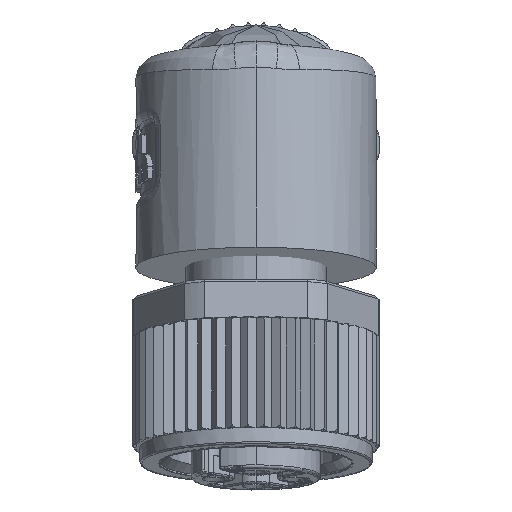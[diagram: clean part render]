
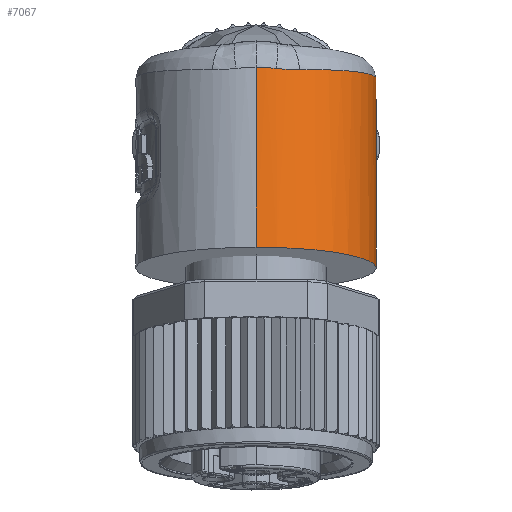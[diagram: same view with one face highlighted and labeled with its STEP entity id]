
A CAD part, front view. The second image highlights one B-rep face of the part: STEP entity #7067.
In plain terms, the highlighted cylindrical face has radius 7.5 mm (diameter 15 mm), a partial arc.
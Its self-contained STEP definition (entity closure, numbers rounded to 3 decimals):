
#7067=ADVANCED_FACE('',(#14164),#14165,.T.);
#14164=FACE_OUTER_BOUND('',#42759,.T.);
#14165=CYLINDRICAL_SURFACE('',#42760,7.5);
#42759=EDGE_LOOP('',(#64615,#64616,#64617,#64618,#64619,#64620,#64621,#64622,#64623,#64624,#64625));
#42760=AXIS2_PLACEMENT_3D('',#64626,#64627,#64628);
#64615=ORIENTED_EDGE('',*,*,#73006,.F.);
#64616=ORIENTED_EDGE('',*,*,#73010,.F.);
#64617=ORIENTED_EDGE('',*,*,#73147,.F.);
#64618=ORIENTED_EDGE('',*,*,#73148,.F.);
#64619=ORIENTED_EDGE('',*,*,#73149,.F.);
#64620=ORIENTED_EDGE('',*,*,#73012,.F.);
#64621=ORIENTED_EDGE('',*,*,#73002,.F.);
#64622=ORIENTED_EDGE('',*,*,#73150,.F.);
#64623=ORIENTED_EDGE('',*,*,#73057,.T.);
#64624=ORIENTED_EDGE('',*,*,#73151,.T.);
#64625=ORIENTED_EDGE('',*,*,#72999,.F.);
#64626=CARTESIAN_POINT('',(0.0,6.646,-7.682));
#64627=DIRECTION('',(0.0,-0.174,-0.985));
#64628=DIRECTION('',(0.0,-0.985,0.174));
#72999=EDGE_CURVE('',#84839,#84835,#84841,.T.);
#73002=EDGE_CURVE('',#84843,#84845,#84846,.T.);
#73006=EDGE_CURVE('',#84849,#84839,#84851,.T.);
#73010=EDGE_CURVE('',#84855,#84849,#84857,.T.);
#73012=EDGE_CURVE('',#84845,#84859,#84860,.T.);
#73057=EDGE_CURVE('',#84920,#84919,#84922,.T.);
#73147=EDGE_CURVE('',#85048,#84855,#85049,.T.);
#73148=EDGE_CURVE('',#85050,#85048,#85051,.T.);
#73149=EDGE_CURVE('',#84859,#85050,#85052,.T.);
#73150=EDGE_CURVE('',#84920,#84843,#85053,.T.);
#73151=EDGE_CURVE('',#84919,#84835,#85054,.T.);
#84835=VERTEX_POINT('',#110796);
#84839=VERTEX_POINT('',#110824);
#84841=B_SPLINE_CURVE_WITH_KNOTS('',3,(#110830,#110831,#110832,#110833,#110834,#110835,#110836,#110837,#110838,#110839,#110840,#110841,#110842,#110843,#110844,#110845,#110846,#110847,#110848,#110849,#110850,#110851),.UNSPECIFIED.,.F.,.F.,(4,1,1,1,1,1,1,1,1,1,1,1,1,1,1,1,1,1,1,4),(0.0,0.053,0.105,0.158,0.211,0.263,0.316,0.368,0.421,0.474,0.526,0.579,0.632,0.684,0.737,0.789,0.842,0.895,0.947,1.0),.UNSPECIFIED.);
#84843=VERTEX_POINT('',#110853);
#84845=VERTEX_POINT('',#110861);
#84846=B_SPLINE_CURVE_WITH_KNOTS('',3,(#110862,#110863,#110864,#110865,#110866,#110867,#110868,#110869),.UNSPECIFIED.,.F.,.F.,(4,1,1,1,1,4),(0.0,0.203,0.406,0.606,0.804,1.0),.UNSPECIFIED.);
#84849=VERTEX_POINT('',#110878);
#84851=B_SPLINE_CURVE_WITH_KNOTS('',3,(#110883,#110884,#110885,#110886,#110887,#110888),.UNSPECIFIED.,.F.,.F.,(4,1,1,4),(0.0,0.333,0.667,1.0),.UNSPECIFIED.);
#84855=VERTEX_POINT('',#110897);
#84857=B_SPLINE_CURVE_WITH_KNOTS('',3,(#110902,#110903,#110904,#110905,#110906,#110907),.UNSPECIFIED.,.F.,.F.,(4,1,1,4),(0.0,0.333,0.667,1.0),.UNSPECIFIED.);
#84859=VERTEX_POINT('',#110909);
#84860=B_SPLINE_CURVE_WITH_KNOTS('',3,(#110910,#110911,#110912,#110913,#110914,#110915),.UNSPECIFIED.,.F.,.F.,(4,1,1,4),(0.0,0.333,0.667,1.0),.UNSPECIFIED.);
#84919=VERTEX_POINT('',#111104);
#84920=VERTEX_POINT('',#111105);
#84922=CIRCLE('',#111107,7.5);
#85048=VERTEX_POINT('',#111818);
#85049=B_SPLINE_CURVE_WITH_KNOTS('',3,(#111819,#111820,#111821,#111822,#111823,#111824),.UNSPECIFIED.,.F.,.F.,(4,1,1,4),(0.0,0.333,0.667,1.0),.UNSPECIFIED.);
#85050=VERTEX_POINT('',#111825);
#85051=B_SPLINE_CURVE_WITH_KNOTS('',3,(#111826,#111827,#111828,#111829,#111830,#111831),.UNSPECIFIED.,.F.,.F.,(4,1,1,4),(0.0,0.333,0.667,1.0),.UNSPECIFIED.);
#85052=B_SPLINE_CURVE_WITH_KNOTS('',3,(#111832,#111833,#111834,#111835,#111836,#111837,#111838,#111839,#111840,#111841,#111842,#111843,#111844,#111845,#111846),.UNSPECIFIED.,.F.,.F.,(4,1,1,1,1,1,1,1,1,1,1,1,4),(0.0,0.083,0.167,0.25,0.333,0.417,0.5,0.583,0.667,0.75,0.833,0.917,1.0),.UNSPECIFIED.);
#85053=LINE('',#111847,#111848);
#85054=LINE('',#111849,#111850);
#110796=CARTESIAN_POINT('',(0.,14.348,-7.187));
#110824=CARTESIAN_POINT('',(6.536,11.568,-0.949));
#110830=CARTESIAN_POINT('',(6.536,11.568,-0.949));
#110831=CARTESIAN_POINT('',(6.52,11.574,-1.077));
#110832=CARTESIAN_POINT('',(6.481,11.598,-1.342));
#110833=CARTESIAN_POINT('',(6.394,11.67,-1.769));
#110834=CARTESIAN_POINT('',(6.273,11.784,-2.227));
#110835=CARTESIAN_POINT('',(6.109,11.942,-2.719));
#110836=CARTESIAN_POINT('',(5.893,12.145,-3.24));
#110837=CARTESIAN_POINT('',(5.622,12.382,-3.772));
#110838=CARTESIAN_POINT('',(5.296,12.642,-4.298));
#110839=CARTESIAN_POINT('',(4.928,12.904,-4.791));
#110840=CARTESIAN_POINT('',(4.528,13.155,-5.239));
#110841=CARTESIAN_POINT('',(4.105,13.387,-5.637));
#110842=CARTESIAN_POINT('',(3.667,13.595,-5.984));
#110843=CARTESIAN_POINT('',(3.219,13.777,-6.282));
#110844=CARTESIAN_POINT('',(2.764,13.934,-6.534));
#110845=CARTESIAN_POINT('',(2.305,14.064,-6.741));
#110846=CARTESIAN_POINT('',(1.844,14.169,-6.907));
#110847=CARTESIAN_POINT('',(1.381,14.25,-7.034));
#110848=CARTESIAN_POINT('',(0.918,14.307,-7.123));
#110849=CARTESIAN_POINT('',(0.457,14.341,-7.175));
#110850=CARTESIAN_POINT('',(0.152,14.348,-7.187));
#110851=CARTESIAN_POINT('',(0.,14.348,-7.187));
#110853=CARTESIAN_POINT('',(0.,1.239,4.847));
#110861=CARTESIAN_POINT('',(1.266,1.337,4.784));
#110862=CARTESIAN_POINT('',(0.,1.239,4.847));
#110863=CARTESIAN_POINT('',(0.086,1.239,4.847));
#110864=CARTESIAN_POINT('',(0.259,1.242,4.846));
#110865=CARTESIAN_POINT('',(0.516,1.254,4.839));
#110866=CARTESIAN_POINT('',(0.769,1.274,4.828));
#110867=CARTESIAN_POINT('',(1.019,1.302,4.81));
#110868=CARTESIAN_POINT('',(1.184,1.325,4.794));
#110869=CARTESIAN_POINT('',(1.266,1.337,4.784));
#110878=CARTESIAN_POINT('',(6.569,11.604,-0.401));
#110883=CARTESIAN_POINT('',(6.569,11.604,-0.401));
#110884=CARTESIAN_POINT('',(6.569,11.594,-0.458));
#110885=CARTESIAN_POINT('',(6.568,11.576,-0.576));
#110886=CARTESIAN_POINT('',(6.557,11.563,-0.758));
#110887=CARTESIAN_POINT('',(6.544,11.565,-0.885));
#110888=CARTESIAN_POINT('',(6.536,11.568,-0.949));
#110897=CARTESIAN_POINT('',(6.561,11.795,0.599));
#110902=CARTESIAN_POINT('',(6.561,11.795,0.599));
#110903=CARTESIAN_POINT('',(6.562,11.774,0.488));
#110904=CARTESIAN_POINT('',(6.564,11.732,0.266));
#110905=CARTESIAN_POINT('',(6.567,11.667,-0.067));
#110906=CARTESIAN_POINT('',(6.568,11.625,-0.29));
#110907=CARTESIAN_POINT('',(6.569,11.604,-0.401));
#110909=CARTESIAN_POINT('',(2.72,1.732,4.701));
#110910=CARTESIAN_POINT('',(1.266,1.337,4.784));
#110911=CARTESIAN_POINT('',(1.44,1.364,4.765));
#110912=CARTESIAN_POINT('',(1.781,1.43,4.731));
#110913=CARTESIAN_POINT('',(2.267,1.564,4.702));
#110914=CARTESIAN_POINT('',(2.572,1.673,4.699));
#110915=CARTESIAN_POINT('',(2.72,1.732,4.701));
#111104=CARTESIAN_POINT('',(0.,14.032,-8.984));
#111105=CARTESIAN_POINT('',(0.0,-0.741,-6.379));
#111107=AXIS2_PLACEMENT_3D('',#122215,#122216,#122217);
#111818=CARTESIAN_POINT('',(6.507,12.012,1.274));
#111819=CARTESIAN_POINT('',(6.507,12.012,1.274));
#111820=CARTESIAN_POINT('',(6.519,11.977,1.194));
#111821=CARTESIAN_POINT('',(6.539,11.913,1.038));
#111822=CARTESIAN_POINT('',(6.556,11.841,0.812));
#111823=CARTESIAN_POINT('',(6.561,11.808,0.669));
#111824=CARTESIAN_POINT('',(6.561,11.795,0.599));
#111825=CARTESIAN_POINT('',(5.818,13.425,3.511));
#111826=CARTESIAN_POINT('',(5.818,13.425,3.511));
#111827=CARTESIAN_POINT('',(5.945,13.22,3.248));
#111828=CARTESIAN_POINT('',(6.158,12.838,2.731));
#111829=CARTESIAN_POINT('',(6.378,12.363,1.986));
#111830=CARTESIAN_POINT('',(6.471,12.117,1.509));
#111831=CARTESIAN_POINT('',(6.507,12.012,1.274));
#111832=CARTESIAN_POINT('',(2.72,1.732,4.701));
#111833=CARTESIAN_POINT('',(3.086,1.877,4.707));
#111834=CARTESIAN_POINT('',(3.796,2.226,4.71));
#111835=CARTESIAN_POINT('',(4.763,2.904,4.689));
#111836=CARTESIAN_POINT('',(5.613,3.722,4.644));
#111837=CARTESIAN_POINT('',(6.321,4.651,4.577));
#111838=CARTESIAN_POINT('',(6.89,5.702,4.488));
#111839=CARTESIAN_POINT('',(7.282,6.819,4.381));
#111840=CARTESIAN_POINT('',(7.492,7.984,4.257));
#111841=CARTESIAN_POINT('',(7.52,9.138,4.124));
#111842=CARTESIAN_POINT('',(7.361,10.32,3.976));
#111843=CARTESIAN_POINT('',(7.019,11.445,3.823));
#111844=CARTESIAN_POINT('',(6.508,12.494,3.667));
#111845=CARTESIAN_POINT('',(6.063,13.128,3.563));
#111846=CARTESIAN_POINT('',(5.818,13.425,3.511));
#111847=CARTESIAN_POINT('',(0.0,-0.741,-6.379));
#111848=VECTOR('',#122237,11.4);
#111849=CARTESIAN_POINT('',(0.,14.032,-8.984));
#111850=VECTOR('',#122238,1.825);
#122215=CARTESIAN_POINT('',(0.0,6.646,-7.682));
#122216=DIRECTION('',(0.0,0.174,0.985));
#122217=DIRECTION('',(0.0,-0.985,0.174));
#122237=DIRECTION('',(0.,0.174,0.985));
#122238=DIRECTION('',(0.,0.174,0.985));
